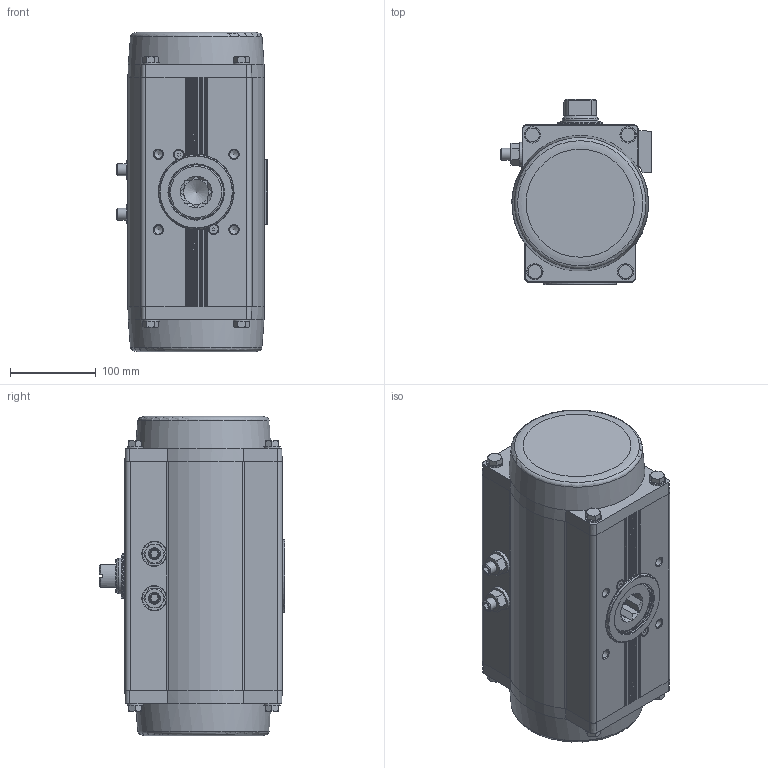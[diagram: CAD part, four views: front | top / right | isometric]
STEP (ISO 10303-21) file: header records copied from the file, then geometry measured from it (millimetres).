
FILE_DESCRIPTION(/* description */ ('STEP AP214'),/* implementation_level */ '2;1');
FILE_NAME(/* name */ '8102861_DFPD-480-RP-90-RS45-F12-R3-C',/* time_stamp */ '2024-08-15T18:23:30+02:00',/* author */ ('License CC BY-ND 4.0'),/* organization */ ('CADENAS'),/* preprocessor_version */ 'ST-DEVELOPER v19.3',/* originating_system */ 'PARTsolutions',/* authorisation */ ' ');
FILE_SCHEMA (('AUTOMOTIVE_DESIGN {1 0 10303 214 3 1 1}'));
Length unit declared in the file: millimetre
Products named in the file (7): 8102861 DFPD-480-RP-90-RS45-F12-R3-C---(0); 8042192 DFPD-480-90-RS-F12-C-----(housing); 8042192 DFPD-480(F10_0)---(shaft); 4167860 SCHEIBE 14.3X28X4-1.4301; DIN 934 - M14(F); 5192465 DFPD-480/700-C--(adj); 8101072 DFPD-CTR-F12--(ctr)
Assembly tree (9 placements, depth 2):
  8102861 DFPD-480-RP-90-RS45-F12-R3-C---(0)
    8042192 DFPD-480-90-RS-F12-C-----(housing)
    8042192 DFPD-480(F10_0)---(shaft)
    4167860 SCHEIBE 14.3X28X4-1.4301  x2
    DIN 934 - M14(F)  x2
    5192465 DFPD-480/700-C--(adj)  x2
    8101072 DFPD-CTR-F12--(ctr)
Bounding box: 175.83 x 217 x 374.2 mm (x, y, z)
Volume: 9288054.5 mm3; surface area: 396877.7 mm2
Topology: 9 solids, 9 shells, 650 faces, 1528 edges, 951 vertices
Faces by surface type: plane 339, cone 141, cylinder 128, torus 40, sphere 2
Full cylindrical faces by diameter (mm): 3 x2, 4.134 x8, 4.917 x1, 8.5 x2, 10 x2, 10.106 x4, 10.57 x2, 11.445 x2, 11.835 x4, 12.4 x1, 14 x2, 14.3 x2, 19 x8, 20.4 x2, 28 x2, 29 x2, 38 x1, 42 x3, 46.5 x1, 49 x2, 53 x2, 55 x1, 62.5 x2, 63 x2, 65 x1, 68 x1, 85 x1, 88 x2
Entity records: 17161 total; most frequent: CARTESIAN_POINT 3594, DIRECTION 2769, ORIENTED_EDGE 2558, EDGE_CURVE 1279, AXIS2_PLACEMENT_3D 1099, VERTEX_POINT 884, FACE_BOUND 847, EDGE_LOOP 837
